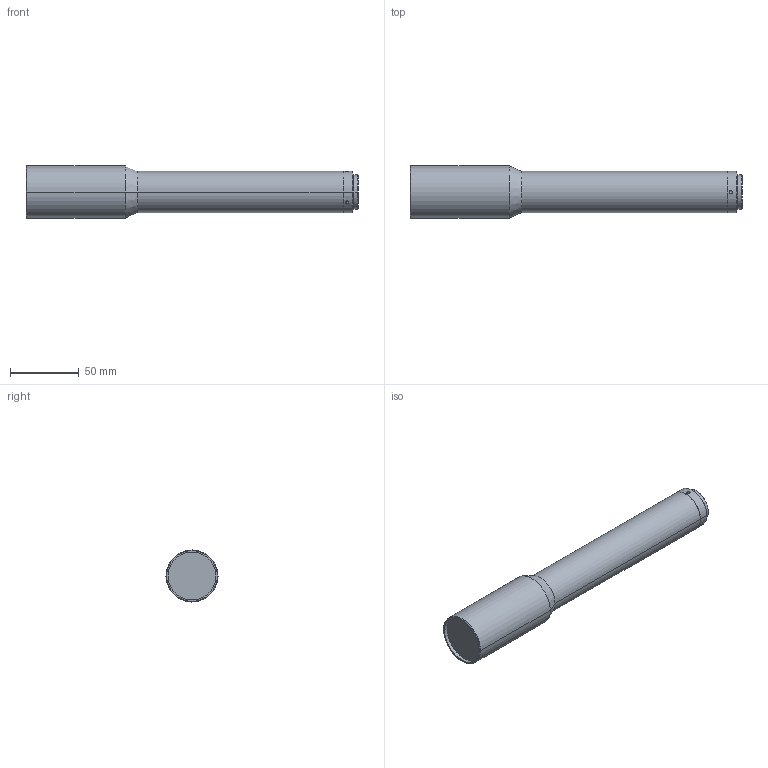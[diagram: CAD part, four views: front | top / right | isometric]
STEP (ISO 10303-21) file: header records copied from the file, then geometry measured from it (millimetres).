
FILE_DESCRIPTION (( 'STEP AP203' ), '1' );
FILE_NAME ('WH028-680A-110.STEP', '2019-12-03T02:37:37', ( 'Windows 蚚誧' ), ( '' ), 'SwSTEP 2.0', 'SolidWorks 2017', '' );
FILE_SCHEMA (( 'CONFIG_CONTROL_DESIGN' ));
Length unit declared in the file: millimetre
Products named in the file (1): WH028-680A-110
Bounding box: 242.3 x 38 x 38 mm (x, y, z)
Volume: 200662.3 mm3; surface area: 27710.5 mm2
Topology: 1 solids, 1 shells, 41 faces, 86 edges, 49 vertices
Faces by surface type: cylinder 20, cone 14, plane 7
Entity records: 1217 total; most frequent: CARTESIAN_POINT 273, DIRECTION 198, ORIENTED_EDGE 160, AXIS2_PLACEMENT_3D 82, EDGE_CURVE 80, VERTEX_POINT 49, EDGE_LOOP 49, FACE_OUTER_BOUND 41
